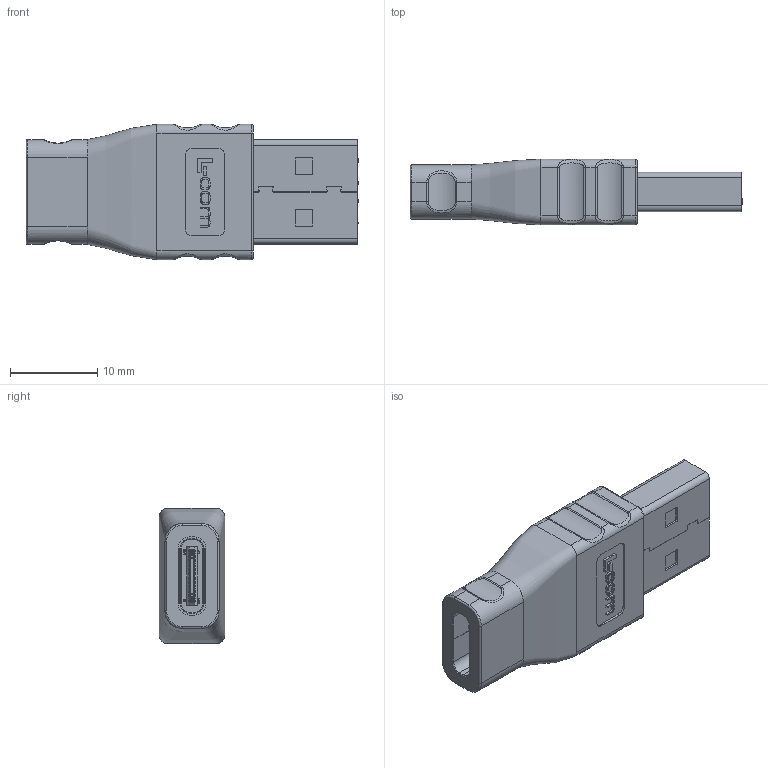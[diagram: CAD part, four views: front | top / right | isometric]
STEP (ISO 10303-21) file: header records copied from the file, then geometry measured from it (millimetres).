
FILE_DESCRIPTION (( 'STEP AP214' ), '1' );
FILE_NAME ('UAD31AMCF.STEP', '2018-04-19T16:40:19', ( '' ), ( '' ), 'SwSTEP 2.0', 'SolidWorks 2017', '' );
FILE_SCHEMA (( 'AUTOMOTIVE_DESIGN' ));
Length unit declared in the file: millimetre
Products named in the file (6): UAD31AMCF-MA1___; MTN-995; 1AA05-124_WO PCB; UAD31AMCF; MTN-994; UAD31AMCF-MA2
Assembly tree (5 placements, depth 2):
  UAD31AMCF
    1AA05-124_WO PCB
    MTN-995
    UAD31AMCF-MA1___
    UAD31AMCF-MA2
    MTN-994
Bounding box: 38.02 x 7.5 x 15.5 mm (x, y, z)
Volume: 3697.7 mm3; surface area: 4878.1 mm2
Topology: 10 solids, 10 shells, 1827 faces, 4992 edges, 3286 vertices
Faces by surface type: plane 1288, bspline 258, cylinder 257, torus 16, cone 6, sphere 2
Full cylindrical faces by diameter (mm): 0.8 x4
Entity records: 74359 total; most frequent: CARTESIAN_POINT 25624, ORIENTED_EDGE 9956, DIRECTION 8153, EDGE_CURVE 4978, VECTOR 3925, LINE 3925, VERTEX_POINT 3283, AXIS2_PLACEMENT_3D 2114
